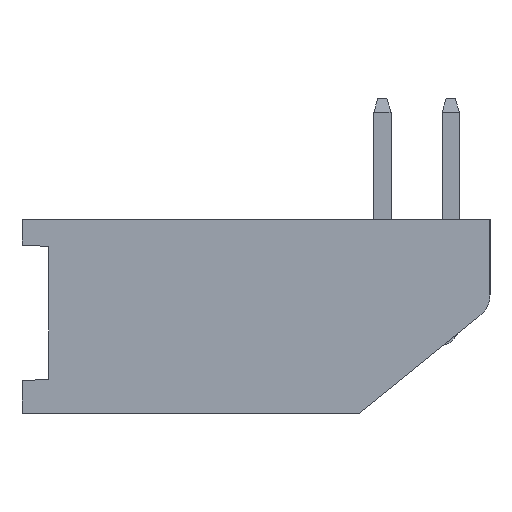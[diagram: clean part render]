
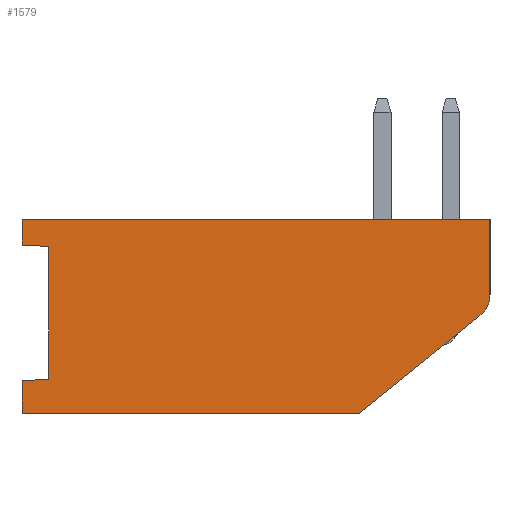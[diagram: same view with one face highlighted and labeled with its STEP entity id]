
A CAD part, left-side view. The second image highlights one B-rep face of the part: STEP entity #1579.
In plain terms, the highlighted planar face has unit normal (-1, 0, 0).
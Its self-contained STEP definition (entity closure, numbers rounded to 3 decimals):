
#350=CARTESIAN_POINT('',(-9.,17.4,3.6));
#351=VERTEX_POINT('',#350);
#361=CARTESIAN_POINT('',(-9.,0.,3.6));
#362=VERTEX_POINT('',#361);
#363=CARTESIAN_POINT('',(-9.,17.4,3.6));
#364=CARTESIAN_POINT('',(-9.,13.92,3.6));
#365=CARTESIAN_POINT('',(-9.,10.44,3.6));
#366=CARTESIAN_POINT('',(-9.,6.96,3.6));
#367=CARTESIAN_POINT('',(-9.,3.48,3.6));
#368=CARTESIAN_POINT('',(-9.,0.,3.6));
#369=B_SPLINE_CURVE_WITH_KNOTS('',5,(#363,#364,#365,#366,#367,#368),.UNSPECIFIED.,.F.,.U.,(6,6),(0.,17.4),.UNSPECIFIED.);
#370=EDGE_CURVE('',#351,#362,#369,.T.);
#984=CARTESIAN_POINT('',(-9.,4.84,-3.6));
#985=VERTEX_POINT('',#984);
#995=CARTESIAN_POINT('',(-9.,17.4,-3.6));
#996=VERTEX_POINT('',#995);
#997=CARTESIAN_POINT('',(-9.,4.84,-3.6));
#998=CARTESIAN_POINT('',(-9.,7.352,-3.6));
#999=CARTESIAN_POINT('',(-9.,9.864,-3.6));
#1000=CARTESIAN_POINT('',(-9.,12.376,-3.6));
#1001=CARTESIAN_POINT('',(-9.,14.888,-3.6));
#1002=CARTESIAN_POINT('',(-9.,17.4,-3.6));
#1003=B_SPLINE_CURVE_WITH_KNOTS('',5,(#997,#998,#999,#1000,#1001,#1002),.UNSPECIFIED.,.F.,.U.,(6,6),(0.,12.56),.UNSPECIFIED.);
#1004=EDGE_CURVE('',#985,#996,#1003,.T.);
#1260=CARTESIAN_POINT('',(-9.,17.4,-2.39));
#1261=VERTEX_POINT('',#1260);
#1262=CARTESIAN_POINT('',(-9.,17.4,-3.6));
#1263=CARTESIAN_POINT('',(-9.,17.4,-3.358));
#1264=CARTESIAN_POINT('',(-9.,17.4,-3.116));
#1265=CARTESIAN_POINT('',(-9.,17.4,-2.874));
#1266=CARTESIAN_POINT('',(-9.,17.4,-2.632));
#1267=CARTESIAN_POINT('',(-9.,17.4,-2.39));
#1268=B_SPLINE_CURVE_WITH_KNOTS('',5,(#1262,#1263,#1264,#1265,#1266,#1267),.UNSPECIFIED.,.F.,.U.,(6,6),(0.,1.21),.UNSPECIFIED.);
#1269=EDGE_CURVE('',#996,#1261,#1268,.T.);
#1456=CARTESIAN_POINT('',(-9.,17.4,2.65));
#1457=VERTEX_POINT('',#1456);
#1458=CARTESIAN_POINT('',(-9.,17.4,2.65));
#1459=CARTESIAN_POINT('',(-9.,17.4,2.84));
#1460=CARTESIAN_POINT('',(-9.,17.4,3.03));
#1461=CARTESIAN_POINT('',(-9.,17.4,3.22));
#1462=CARTESIAN_POINT('',(-9.,17.4,3.41));
#1463=CARTESIAN_POINT('',(-9.,17.4,3.6));
#1464=B_SPLINE_CURVE_WITH_KNOTS('',5,(#1458,#1459,#1460,#1461,#1462,#1463),.UNSPECIFIED.,.F.,.U.,(6,6),(0.,0.95),.UNSPECIFIED.);
#1465=EDGE_CURVE('',#1457,#351,#1464,.T.);
#1503=CARTESIAN_POINT('',(-9.,8.7,0.));
#1504=DIRECTION('',(0.,0.,1.));
#1505=DIRECTION('',(-1.,0.,0.));
#1506=AXIS2_PLACEMENT_3D('',#1503,#1505,#1504);
#1507=PLANE('',#1506);
#1508=ORIENTED_EDGE('',*,*,#1269,.F.);
#1509=ORIENTED_EDGE('',*,*,#1004,.F.);
#1510=CARTESIAN_POINT('',(-9.,0.372,0.019));
#1511=VERTEX_POINT('',#1510);
#1512=CARTESIAN_POINT('',(-9.,4.84,-3.6));
#1513=CARTESIAN_POINT('',(-9.,3.946,-2.876));
#1514=CARTESIAN_POINT('',(-9.,3.053,-2.152));
#1515=CARTESIAN_POINT('',(-9.,2.159,-1.428));
#1516=CARTESIAN_POINT('',(-9.,1.266,-0.704));
#1517=CARTESIAN_POINT('',(-9.,0.372,0.019));
#1518=B_SPLINE_CURVE_WITH_KNOTS('',5,(#1512,#1513,#1514,#1515,#1516,#1517),.UNSPECIFIED.,.F.,.U.,(6,6),(0.,5.75),.UNSPECIFIED.);
#1519=EDGE_CURVE('',#985,#1511,#1518,.T.);
#1520=ORIENTED_EDGE('',*,*,#1519,.T.);
#1521=CARTESIAN_POINT('',(-9.,0.,0.8));
#1522=VERTEX_POINT('',#1521);
#1523=CARTESIAN_POINT('',(-9.,0.372,0.019));
#1524=CARTESIAN_POINT('',(-9.,0.303,0.076));
#1525=CARTESIAN_POINT('',(-9.,0.24,0.14));
#1526=CARTESIAN_POINT('',(-9.,0.184,0.211));
#1527=CARTESIAN_POINT('',(-9.,0.089,0.363));
#1528=CARTESIAN_POINT('',(-9.,0.03,0.533));
#1529=CARTESIAN_POINT('',(-9.,0.01,0.621));
#1530=CARTESIAN_POINT('',(-9.,0.,0.711));
#1531=CARTESIAN_POINT('',(-9.,0.,0.8));
#1532=B_SPLINE_CURVE_WITH_KNOTS('',5,(#1523,#1524,#1525,#1526,#1527,#1528,#1529,#1530,#1531),.UNSPECIFIED.,.F.,.U.,(6,3,6),(0.,0.445,0.89),.UNSPECIFIED.);
#1533=EDGE_CURVE('',#1511,#1522,#1532,.T.);
#1534=ORIENTED_EDGE('',*,*,#1533,.T.);
#1535=CARTESIAN_POINT('',(-9.,0.,0.8));
#1536=CARTESIAN_POINT('',(-9.,0.,1.36));
#1537=CARTESIAN_POINT('',(-9.,0.,1.92));
#1538=CARTESIAN_POINT('',(-9.,0.,2.48));
#1539=CARTESIAN_POINT('',(-9.,0.,3.04));
#1540=CARTESIAN_POINT('',(-9.,0.,3.6));
#1541=B_SPLINE_CURVE_WITH_KNOTS('',5,(#1535,#1536,#1537,#1538,#1539,#1540),.UNSPECIFIED.,.F.,.U.,(6,6),(0.,2.8),.UNSPECIFIED.);
#1542=EDGE_CURVE('',#1522,#362,#1541,.T.);
#1543=ORIENTED_EDGE('',*,*,#1542,.T.);
#1544=ORIENTED_EDGE('',*,*,#370,.F.);
#1545=ORIENTED_EDGE('',*,*,#1465,.F.);
#1546=CARTESIAN_POINT('',(-9.,16.4,2.6));
#1547=VERTEX_POINT('',#1546);
#1548=CARTESIAN_POINT('',(-9.,17.4,2.65));
#1549=CARTESIAN_POINT('',(-9.,17.2,2.64));
#1550=CARTESIAN_POINT('',(-9.,17.,2.63));
#1551=CARTESIAN_POINT('',(-9.,16.8,2.62));
#1552=CARTESIAN_POINT('',(-9.,16.6,2.61));
#1553=CARTESIAN_POINT('',(-9.,16.4,2.6));
#1554=B_SPLINE_CURVE_WITH_KNOTS('',5,(#1548,#1549,#1550,#1551,#1552,#1553),.UNSPECIFIED.,.F.,.U.,(6,6),(0.,1.001),.UNSPECIFIED.);
#1555=EDGE_CURVE('',#1457,#1547,#1554,.T.);
#1556=ORIENTED_EDGE('',*,*,#1555,.T.);
#1557=CARTESIAN_POINT('',(-9.,16.4,-2.34));
#1558=VERTEX_POINT('',#1557);
#1559=CARTESIAN_POINT('',(-9.,16.4,2.6));
#1560=CARTESIAN_POINT('',(-9.,16.4,1.612));
#1561=CARTESIAN_POINT('',(-9.,16.4,0.624));
#1562=CARTESIAN_POINT('',(-9.,16.4,-0.364));
#1563=CARTESIAN_POINT('',(-9.,16.4,-1.352));
#1564=CARTESIAN_POINT('',(-9.,16.4,-2.34));
#1565=B_SPLINE_CURVE_WITH_KNOTS('',5,(#1559,#1560,#1561,#1562,#1563,#1564),.UNSPECIFIED.,.F.,.U.,(6,6),(0.,4.94),.UNSPECIFIED.);
#1566=EDGE_CURVE('',#1547,#1558,#1565,.T.);
#1567=ORIENTED_EDGE('',*,*,#1566,.T.);
#1568=CARTESIAN_POINT('',(-9.,16.4,-2.34));
#1569=CARTESIAN_POINT('',(-9.,16.6,-2.35));
#1570=CARTESIAN_POINT('',(-9.,16.8,-2.36));
#1571=CARTESIAN_POINT('',(-9.,17.,-2.37));
#1572=CARTESIAN_POINT('',(-9.,17.2,-2.38));
#1573=CARTESIAN_POINT('',(-9.,17.4,-2.39));
#1574=B_SPLINE_CURVE_WITH_KNOTS('',5,(#1568,#1569,#1570,#1571,#1572,#1573),.UNSPECIFIED.,.F.,.U.,(6,6),(0.,1.001),.UNSPECIFIED.);
#1575=EDGE_CURVE('',#1558,#1261,#1574,.T.);
#1576=ORIENTED_EDGE('',*,*,#1575,.T.);
#1577=EDGE_LOOP('',(#1508,#1509,#1520,#1534,#1543,#1544,#1545,#1556,#1567,#1576));
#1578=FACE_OUTER_BOUND('',#1577,.T.);
#1579=ADVANCED_FACE('',(#1578),#1507,.T.);
